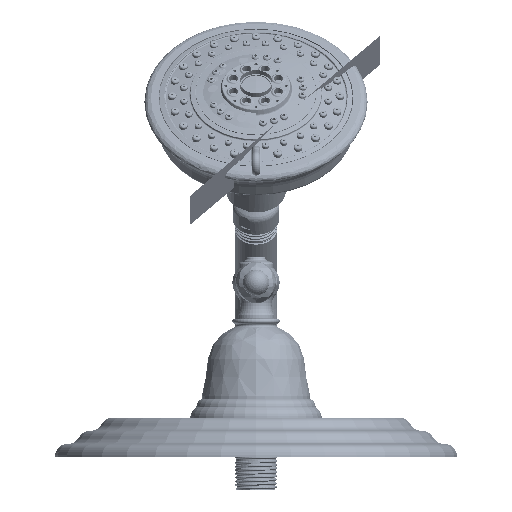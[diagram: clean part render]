
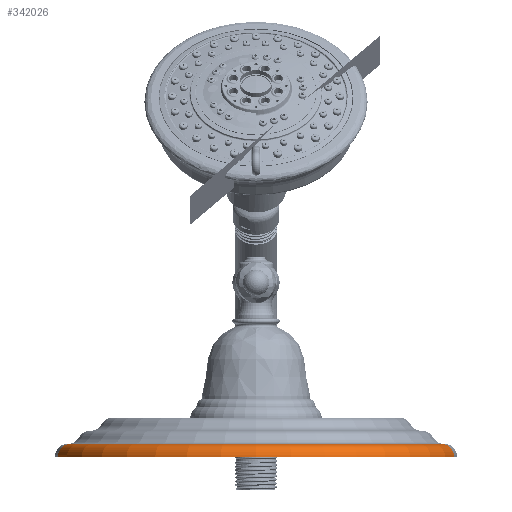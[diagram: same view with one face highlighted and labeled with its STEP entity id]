
A CAD part, front view. The second image highlights one B-rep face of the part: STEP entity #342026.
In plain terms, the highlighted toroidal (fillet/blend) face has major radius 92.075 mm and minor radius 6.35 mm.
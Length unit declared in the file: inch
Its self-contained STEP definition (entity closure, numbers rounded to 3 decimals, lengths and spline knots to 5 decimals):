
#338731=CARTESIAN_POINT('',(0.,0.,0.));
#338732=DIRECTION('',(0.,-1.,0.));
#338733=DIRECTION('',(-1.,0.,0.));
#338734=AXIS2_PLACEMENT_3D('',#338731,#338732,#338733);
#338736=CARTESIAN_POINT('',(-3.625,0.,0.));
#338737=DIRECTION('',(0.,0.,-1.));
#338738=DIRECTION('',(-1.,0.,0.));
#338739=AXIS2_PLACEMENT_3D('',#338736,#338737,#338738);
#338741=CARTESIAN_POINT('',(3.625,0.,0.));
#338742=DIRECTION('',(0.,0.,1.));
#338743=DIRECTION('',(1.,0.,0.));
#338744=AXIS2_PLACEMENT_3D('',#338741,#338742,#338743);
#338766=CARTESIAN_POINT('',(0.,0.25,0.));
#338767=DIRECTION('',(0.,-1.,0.));
#338768=DIRECTION('',(-1.,0.,0.));
#338769=AXIS2_PLACEMENT_3D('',#338766,#338767,#338768);
#341391=CARTESIAN_POINT('',(-3.875,0.,0.));
#341392=CARTESIAN_POINT('',(-3.625,0.25,0.));
#341393=VERTEX_POINT('',#341391);
#341394=VERTEX_POINT('',#341392);
#341403=CARTESIAN_POINT('',(3.875,0.,0.));
#341404=CARTESIAN_POINT('',(3.625,0.25,0.));
#341405=VERTEX_POINT('',#341403);
#341406=VERTEX_POINT('',#341404);
#342011=CARTESIAN_POINT('',(0.,0.,0.));
#342012=DIRECTION('',(0.,-1.,0.));
#342013=DIRECTION('',(1.,0.,0.));
#342014=AXIS2_PLACEMENT_3D('',#342011,#342012,#342013);
#342015=TOROIDAL_SURFACE('',#342014,3.625,0.25);
#342017=ORIENTED_EDGE('',*,*,#342016,.F.);
#342019=ORIENTED_EDGE('',*,*,#342018,.T.);
#342021=ORIENTED_EDGE('',*,*,#342020,.T.);
#342023=ORIENTED_EDGE('',*,*,#342022,.F.);
#342024=EDGE_LOOP('',(#342017,#342019,#342021,#342023));
#342025=FACE_OUTER_BOUND('',#342024,.F.);
#342026=ADVANCED_FACE('',(#342025),#342015,.T.);
#338735=CIRCLE('',#338734,3.875);
#338740=CIRCLE('',#338739,0.25);
#338745=CIRCLE('',#338744,0.25);
#338770=CIRCLE('',#338769,3.625);
#342016=EDGE_CURVE('',#341393,#341394,#338740,.T.);
#342018=EDGE_CURVE('',#341393,#341405,#338735,.T.);
#342020=EDGE_CURVE('',#341405,#341406,#338745,.T.);
#342022=EDGE_CURVE('',#341394,#341406,#338770,.T.);
